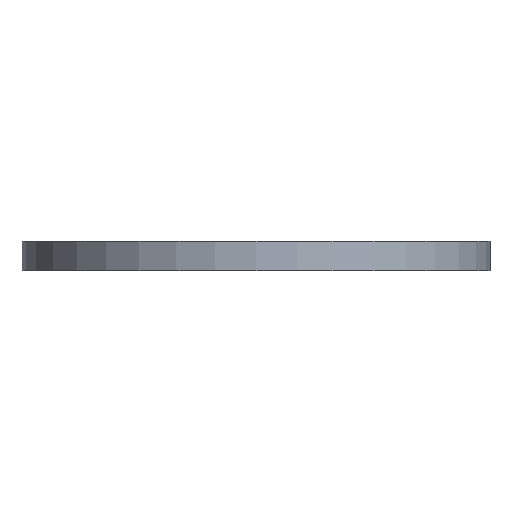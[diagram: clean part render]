
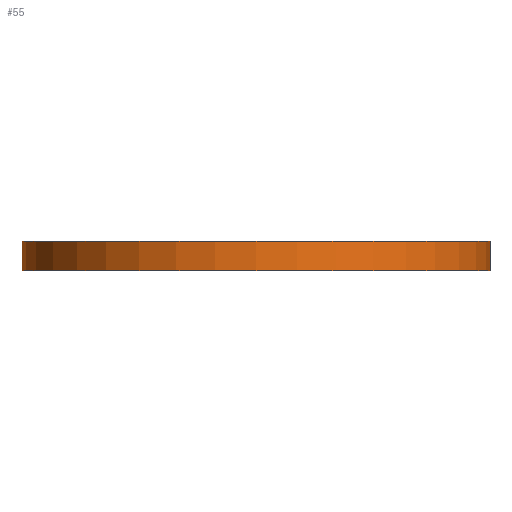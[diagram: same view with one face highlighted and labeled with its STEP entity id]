
A CAD part, front view. The second image highlights one B-rep face of the part: STEP entity #55.
In plain terms, the highlighted cylindrical face has radius 15.875 mm (diameter 31.75 mm), a partial arc.
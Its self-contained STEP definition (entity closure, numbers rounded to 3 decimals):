
#34 = DIRECTION ( 'NONE',  ( -1., 0., 0. ) ) ;
#55 = ADVANCED_FACE ( 'NONE', ( #774 ), #413, .T. ) ;
#63 = AXIS2_PLACEMENT_3D ( 'NONE', #393, #875, #34 ) ;
#73 = LINE ( 'NONE', #530, #280 ) ;
#87 = EDGE_CURVE ( 'NONE', #757, #310, #441, .T. ) ;
#118 = ORIENTED_EDGE ( 'NONE', *, *, #805, .T. ) ;
#173 = EDGE_CURVE ( 'NONE', #563, #310, #767, .T. ) ;
#209 = AXIS2_PLACEMENT_3D ( 'NONE', #695, #699, #723 ) ;
#220 = CARTESIAN_POINT ( 'NONE',  ( -176.482, 98.886, 0. ) ) ;
#229 = DIRECTION ( 'NONE',  ( 0., 0., 1. ) ) ;
#280 = VECTOR ( 'NONE', #881, 1000. ) ;
#310 = VERTEX_POINT ( 'NONE', #588 ) ;
#318 = AXIS2_PLACEMENT_3D ( 'NONE', #781, #229, #790 ) ;
#372 = CIRCLE ( 'NONE', #209, 15.875 ) ;
#373 = VERTEX_POINT ( 'NONE', #533 ) ;
#393 = CARTESIAN_POINT ( 'NONE',  ( -160.607, 98.886, 2. ) ) ;
#413 = CYLINDRICAL_SURFACE ( 'NONE', #63, 15.875 ) ;
#441 = LINE ( 'NONE', #879, #816 ) ;
#486 = EDGE_CURVE ( 'NONE', #373, #757, #372, .T. ) ;
#530 = CARTESIAN_POINT ( 'NONE',  ( -176.482, 98.886, 2. ) ) ;
#533 = CARTESIAN_POINT ( 'NONE',  ( -176.482, 98.886, 2. ) ) ;
#563 = VERTEX_POINT ( 'NONE', #220 ) ;
#588 = CARTESIAN_POINT ( 'NONE',  ( -144.732, 98.886, 0. ) ) ;
#592 = ORIENTED_EDGE ( 'NONE', *, *, #87, .F. ) ;
#670 = CARTESIAN_POINT ( 'NONE',  ( -144.732, 98.886, 2. ) ) ;
#695 = CARTESIAN_POINT ( 'NONE',  ( -160.607, 98.886, 2. ) ) ;
#699 = DIRECTION ( 'NONE',  ( 0., 0., 1. ) ) ;
#723 = DIRECTION ( 'NONE',  ( 1., 0., 0. ) ) ;
#756 = EDGE_LOOP ( 'NONE', ( #592, #823, #118, #783 ) ) ;
#757 = VERTEX_POINT ( 'NONE', #670 ) ;
#767 = CIRCLE ( 'NONE', #318, 15.875 ) ;
#774 = FACE_OUTER_BOUND ( 'NONE', #756, .T. ) ;
#781 = CARTESIAN_POINT ( 'NONE',  ( -160.607, 98.886, 0. ) ) ;
#783 = ORIENTED_EDGE ( 'NONE', *, *, #173, .T. ) ;
#790 = DIRECTION ( 'NONE',  ( 1., 0., 0. ) ) ;
#794 = DIRECTION ( 'NONE',  ( 0., 0., -1. ) ) ;
#805 = EDGE_CURVE ( 'NONE', #373, #563, #73, .T. ) ;
#816 = VECTOR ( 'NONE', #794, 1000. ) ;
#823 = ORIENTED_EDGE ( 'NONE', *, *, #486, .F. ) ;
#875 = DIRECTION ( 'NONE',  ( 0., 0., -1. ) ) ;
#879 = CARTESIAN_POINT ( 'NONE',  ( -144.732, 98.886, 2. ) ) ;
#881 = DIRECTION ( 'NONE',  ( 0., 0., -1. ) ) ;
